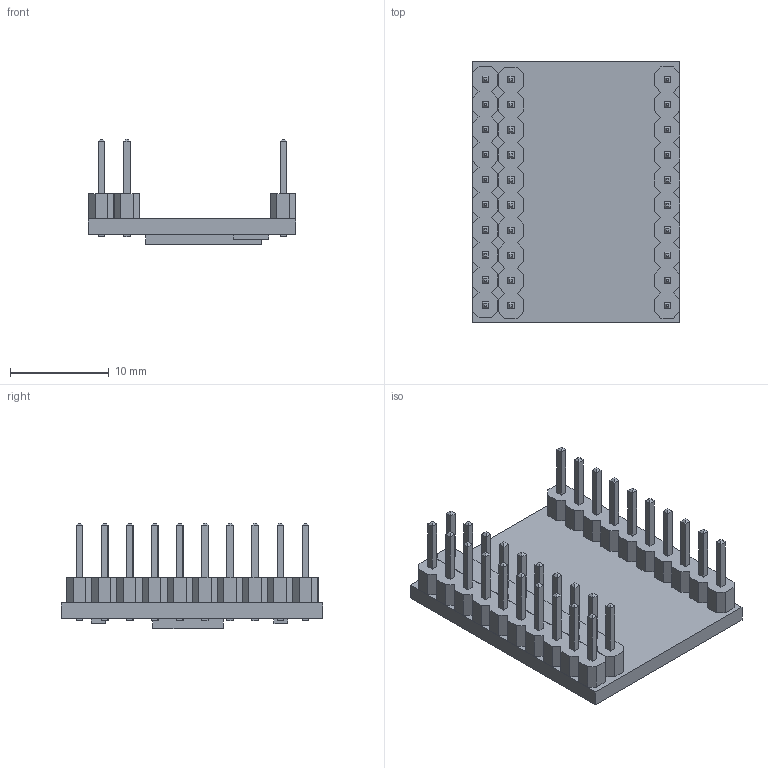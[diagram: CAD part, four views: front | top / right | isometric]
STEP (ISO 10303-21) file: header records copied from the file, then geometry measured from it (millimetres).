
FILE_DESCRIPTION(/* description */ (''),/* implementation_level */ '2;1');
FILE_NAME(/* name */ 'mcp23017 v1.step',/* time_stamp */ '2023-09-23T14:23:34+02:00',/* author */ (''),/* organization */ (''),/* preprocessor_version */ 'ST-DEVELOPER v20',/* originating_system */ 'Autodesk Translation Framework v12.9.0.99',/* authorisation */ '');
FILE_SCHEMA (('AUTOMOTIVE_DESIGN { 1 0 10303 214 3 1 1 }'));
Length unit declared in the file: millimetre
Products named in the file (5): mcp23017; 1X10 v1; 1X10 v1 (1); 1X10 v1 (2); Composant4
Assembly tree (4 placements, depth 2):
  mcp23017
    1X10 v1
    1X10 v1 (1)
    1X10 v1 (2)
    Composant4
Bounding box: 21 x 26.5 x 10.64 mm (x, y, z)
Volume: 1497.1 mm3; surface area: 2689.4 mm2
Topology: 4 solids, 4 shells, 643 faces, 1590 edges, 1020 vertices
Faces by surface type: plane 643
Entity records: 19250 total; most frequent: CARTESIAN_POINT 3262, ORIENTED_EDGE 3180, DIRECTION 2894, LINE 1590, VECTOR 1590, EDGE_CURVE 1590, VERTEX_POINT 1020, EDGE_LOOP 708
